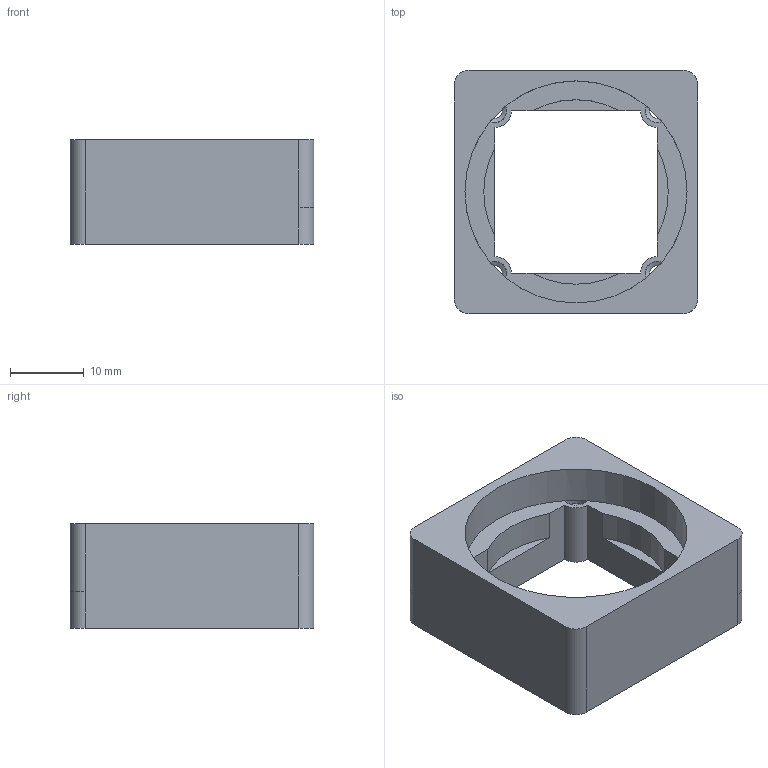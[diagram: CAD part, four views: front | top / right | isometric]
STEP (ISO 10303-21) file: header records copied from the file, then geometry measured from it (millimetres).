
FILE_DESCRIPTION(/* description */ (''),/* implementation_level */ '2;1');
FILE_NAME(/* name */ 'C mount v1.step',/* time_stamp */ '2022-06-10T19:09:40+02:00',/* author */ (''),/* organization */ (''),/* preprocessor_version */ 'ST-DEVELOPER v19',/* originating_system */ 'Autodesk Translation Framework v11.7.0.108',/* authorisation */ '');
FILE_SCHEMA (('AUTOMOTIVE_DESIGN { 1 0 10303 214 3 1 1 }'));
Length unit declared in the file: millimetre
Products named in the file (1): C mount
Bounding box: 33 x 33 x 14.2 mm (x, y, z)
Volume: 7154 mm3; surface area: 4588.5 mm2
Topology: 1 solids, 1 shells, 47 faces, 128 edges, 80 vertices
Faces by surface type: cylinder 24, plane 19, cone 4
Full cylindrical faces by diameter (mm): 2 x4, 3.2 x4, 30.1 x1
Entity records: 1548 total; most frequent: DIRECTION 285, ORIENTED_EDGE 256, CARTESIAN_POINT 256, EDGE_CURVE 128, AXIS2_PLACEMENT_3D 109, VERTEX_POINT 80, LINE 67, VECTOR 67
